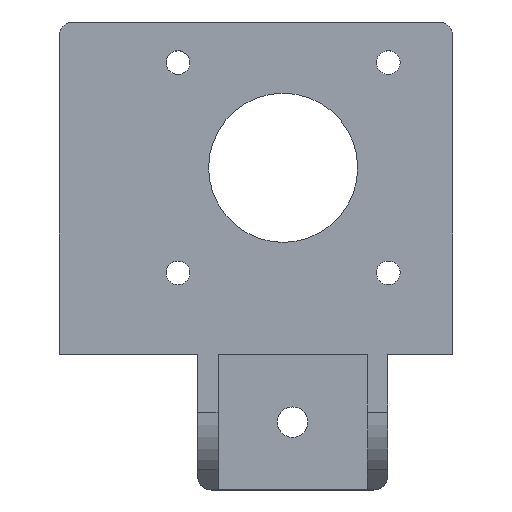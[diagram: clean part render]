
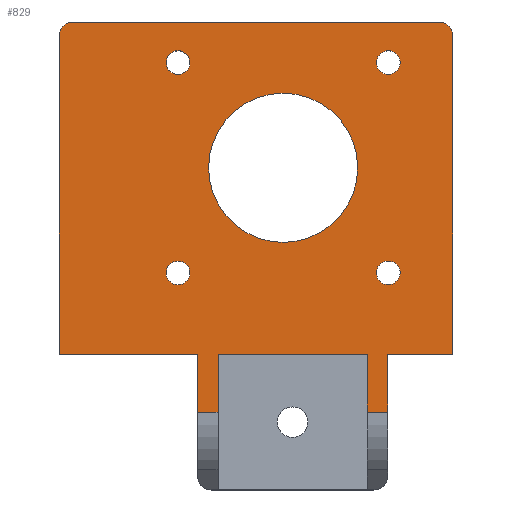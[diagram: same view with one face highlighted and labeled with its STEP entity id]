
A CAD part, top view. The second image highlights one B-rep face of the part: STEP entity #829.
In plain terms, the highlighted planar face has unit normal (0, 0, 1).
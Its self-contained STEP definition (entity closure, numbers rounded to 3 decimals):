
#24=FACE_BOUND('',#116,.T.);
#25=FACE_BOUND('',#117,.T.);
#26=FACE_BOUND('',#118,.T.);
#27=FACE_BOUND('',#119,.T.);
#28=FACE_BOUND('',#120,.T.);
#41=PLANE('',#917);
#67=FACE_OUTER_BOUND('',#115,.T.);
#115=EDGE_LOOP('',(#647,#648,#649,#650,#651,#652,#653,#654,#655,#656,#657,
#658,#659,#660));
#116=EDGE_LOOP('',(#661));
#117=EDGE_LOOP('',(#662));
#118=EDGE_LOOP('',(#663));
#119=EDGE_LOOP('',(#664));
#120=EDGE_LOOP('',(#665));
#160=CIRCLE('',#896,2.);
#174=CIRCLE('',#913,2.);
#177=CIRCLE('',#918,11.);
#178=CIRCLE('',#919,1.75);
#179=CIRCLE('',#920,1.75);
#180=CIRCLE('',#921,1.75);
#181=CIRCLE('',#922,1.75);
#199=LINE('',#1239,#274);
#203=LINE('',#1247,#278);
#212=LINE('',#1275,#287);
#224=LINE('',#1302,#299);
#227=LINE('',#1314,#302);
#239=LINE('',#1363,#314);
#242=LINE('',#1373,#317);
#243=LINE('',#1375,#318);
#244=LINE('',#1377,#319);
#245=LINE('',#1379,#320);
#246=LINE('',#1380,#321);
#247=LINE('',#1381,#322);
#274=VECTOR('',#977,10.);
#278=VECTOR('',#981,10.);
#287=VECTOR('',#1006,10.);
#299=VECTOR('',#1028,10.);
#302=VECTOR('',#1041,10.);
#314=VECTOR('',#1085,10.);
#317=VECTOR('',#1094,10.);
#318=VECTOR('',#1095,10.);
#319=VECTOR('',#1096,10.);
#320=VECTOR('',#1097,10.);
#321=VECTOR('',#1098,10.);
#322=VECTOR('',#1099,10.);
#353=VERTEX_POINT('',#1236);
#354=VERTEX_POINT('',#1238);
#357=VERTEX_POINT('',#1244);
#358=VERTEX_POINT('',#1246);
#369=VERTEX_POINT('',#1273);
#379=VERTEX_POINT('',#1301);
#380=VERTEX_POINT('',#1305);
#381=VERTEX_POINT('',#1306);
#403=VERTEX_POINT('',#1357);
#404=VERTEX_POINT('',#1359);
#408=VERTEX_POINT('',#1372);
#409=VERTEX_POINT('',#1374);
#410=VERTEX_POINT('',#1376);
#411=VERTEX_POINT('',#1378);
#412=VERTEX_POINT('',#1382);
#413=VERTEX_POINT('',#1384);
#414=VERTEX_POINT('',#1386);
#415=VERTEX_POINT('',#1388);
#416=VERTEX_POINT('',#1390);
#437=EDGE_CURVE('',#353,#354,#199,.T.);
#441=EDGE_CURVE('',#357,#358,#203,.T.);
#455=EDGE_CURVE('',#357,#369,#212,.T.);
#469=EDGE_CURVE('',#354,#379,#224,.T.);
#471=EDGE_CURVE('',#380,#381,#160,.T.);
#475=EDGE_CURVE('',#358,#380,#227,.T.);
#498=EDGE_CURVE('',#403,#404,#174,.T.);
#500=EDGE_CURVE('',#353,#404,#239,.T.);
#505=EDGE_CURVE('',#408,#369,#242,.T.);
#506=EDGE_CURVE('',#409,#408,#243,.T.);
#507=EDGE_CURVE('',#410,#409,#244,.T.);
#508=EDGE_CURVE('',#410,#411,#245,.T.);
#509=EDGE_CURVE('',#379,#411,#246,.T.);
#510=EDGE_CURVE('',#381,#403,#247,.T.);
#511=EDGE_CURVE('',#412,#412,#177,.T.);
#512=EDGE_CURVE('',#413,#413,#178,.T.);
#513=EDGE_CURVE('',#414,#414,#179,.T.);
#514=EDGE_CURVE('',#415,#415,#180,.T.);
#515=EDGE_CURVE('',#416,#416,#181,.T.);
#647=ORIENTED_EDGE('',*,*,#471,.F.);
#648=ORIENTED_EDGE('',*,*,#475,.F.);
#649=ORIENTED_EDGE('',*,*,#441,.F.);
#650=ORIENTED_EDGE('',*,*,#455,.T.);
#651=ORIENTED_EDGE('',*,*,#505,.F.);
#652=ORIENTED_EDGE('',*,*,#506,.F.);
#653=ORIENTED_EDGE('',*,*,#507,.F.);
#654=ORIENTED_EDGE('',*,*,#508,.T.);
#655=ORIENTED_EDGE('',*,*,#509,.F.);
#656=ORIENTED_EDGE('',*,*,#469,.F.);
#657=ORIENTED_EDGE('',*,*,#437,.F.);
#658=ORIENTED_EDGE('',*,*,#500,.T.);
#659=ORIENTED_EDGE('',*,*,#498,.F.);
#660=ORIENTED_EDGE('',*,*,#510,.F.);
#661=ORIENTED_EDGE('',*,*,#511,.T.);
#662=ORIENTED_EDGE('',*,*,#512,.T.);
#663=ORIENTED_EDGE('',*,*,#513,.T.);
#664=ORIENTED_EDGE('',*,*,#514,.T.);
#665=ORIENTED_EDGE('',*,*,#515,.T.);
#829=ADVANCED_FACE('',(#67,#24,#25,#26,#27,#28),#41,.T.);
#896=AXIS2_PLACEMENT_3D('',#1307,#1033,#1034);
#913=AXIS2_PLACEMENT_3D('',#1360,#1080,#1081);
#917=AXIS2_PLACEMENT_3D('',#1371,#1092,#1093);
#918=AXIS2_PLACEMENT_3D('',#1383,#1100,#1101);
#919=AXIS2_PLACEMENT_3D('',#1385,#1102,#1103);
#920=AXIS2_PLACEMENT_3D('',#1387,#1104,#1105);
#921=AXIS2_PLACEMENT_3D('',#1389,#1106,#1107);
#922=AXIS2_PLACEMENT_3D('',#1391,#1108,#1109);
#977=DIRECTION('',(-1.,0.,0.));
#981=DIRECTION('',(-1.,0.,0.));
#1006=DIRECTION('',(0.,-1.,0.));
#1028=DIRECTION('',(0.,-1.,0.));
#1033=DIRECTION('center_axis',(0.,0.,-1.));
#1034=DIRECTION('ref_axis',(-0.707,0.707,0.));
#1041=DIRECTION('',(0.,1.,0.));
#1080=DIRECTION('center_axis',(0.,0.,-1.));
#1081=DIRECTION('ref_axis',(0.707,0.707,0.));
#1085=DIRECTION('',(0.,1.,0.));
#1092=DIRECTION('center_axis',(0.,0.,1.));
#1093=DIRECTION('ref_axis',(1.,0.,0.));
#1094=DIRECTION('',(-1.,0.,0.));
#1095=DIRECTION('',(0.,-1.,0.));
#1096=DIRECTION('',(-1.,0.,0.));
#1097=DIRECTION('',(0.,-1.,0.));
#1098=DIRECTION('',(-1.,0.,0.));
#1099=DIRECTION('',(1.,0.,0.));
#1100=DIRECTION('center_axis',(0.,0.,-1.));
#1101=DIRECTION('ref_axis',(1.,0.,0.));
#1102=DIRECTION('center_axis',(0.,0.,-1.));
#1103=DIRECTION('ref_axis',(-1.,0.,0.));
#1104=DIRECTION('center_axis',(0.,0.,-1.));
#1105=DIRECTION('ref_axis',(-1.,0.,0.));
#1106=DIRECTION('center_axis',(0.,0.,-1.));
#1107=DIRECTION('ref_axis',(-1.,0.,0.));
#1108=DIRECTION('center_axis',(0.,0.,-1.));
#1109=DIRECTION('ref_axis',(-1.,0.,0.));
#1236=CARTESIAN_POINT('',(29.,0.,14.925));
#1238=CARTESIAN_POINT('',(19.4,0.,14.925));
#1239=CARTESIAN_POINT('',(29.,0.,14.925));
#1244=CARTESIAN_POINT('',(-8.6,0.,14.925));
#1246=CARTESIAN_POINT('',(-29.,0.,14.925));
#1247=CARTESIAN_POINT('',(29.,0.,14.925));
#1273=CARTESIAN_POINT('',(-8.6,-8.529,14.925));
#1275=CARTESIAN_POINT('',(-8.6,0.,14.925));
#1301=CARTESIAN_POINT('',(19.4,-8.529,14.925));
#1302=CARTESIAN_POINT('',(19.4,0.,14.925));
#1305=CARTESIAN_POINT('',(-29.,47.,14.925));
#1306=CARTESIAN_POINT('',(-27.,49.,14.925));
#1307=CARTESIAN_POINT('Origin',(-27.,47.,14.925));
#1314=CARTESIAN_POINT('',(-29.,0.,14.925));
#1357=CARTESIAN_POINT('',(27.,49.,14.925));
#1359=CARTESIAN_POINT('',(29.,47.,14.925));
#1360=CARTESIAN_POINT('Origin',(27.,47.,14.925));
#1363=CARTESIAN_POINT('',(29.,0.,14.925));
#1371=CARTESIAN_POINT('Origin',(-29.,0.,14.925));
#1372=CARTESIAN_POINT('',(-5.6,-8.529,14.925));
#1373=CARTESIAN_POINT('',(-20.4,-8.529,14.925));
#1374=CARTESIAN_POINT('',(-5.6,0.,14.925));
#1375=CARTESIAN_POINT('',(-5.6,0.,14.925));
#1376=CARTESIAN_POINT('',(16.4,0.,14.925));
#1377=CARTESIAN_POINT('',(29.,0.,14.925));
#1378=CARTESIAN_POINT('',(16.4,-8.529,14.925));
#1379=CARTESIAN_POINT('',(16.4,0.,14.925));
#1380=CARTESIAN_POINT('',(-20.4,-8.529,14.925));
#1381=CARTESIAN_POINT('',(-29.,49.,14.925));
#1382=CARTESIAN_POINT('',(-7.,27.5,14.925));
#1383=CARTESIAN_POINT('Origin',(4.,27.5,14.925));
#1384=CARTESIAN_POINT('',(-9.75,43.,14.925));
#1385=CARTESIAN_POINT('Origin',(-11.5,43.,14.925));
#1386=CARTESIAN_POINT('',(21.25,12.,14.925));
#1387=CARTESIAN_POINT('Origin',(19.5,12.,14.925));
#1388=CARTESIAN_POINT('',(-9.75,12.,14.925));
#1389=CARTESIAN_POINT('Origin',(-11.5,12.,14.925));
#1390=CARTESIAN_POINT('',(21.25,43.,14.925));
#1391=CARTESIAN_POINT('Origin',(19.5,43.,14.925));
